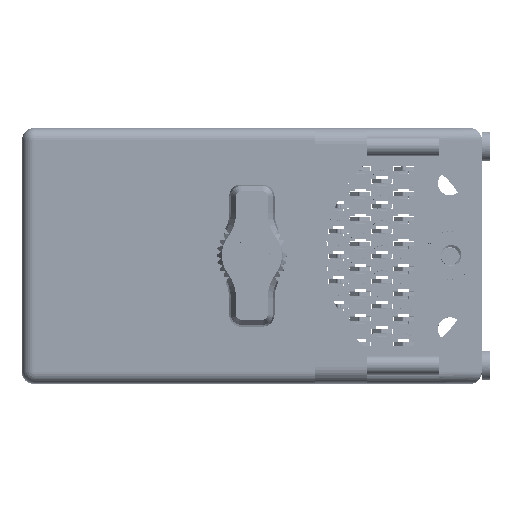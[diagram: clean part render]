
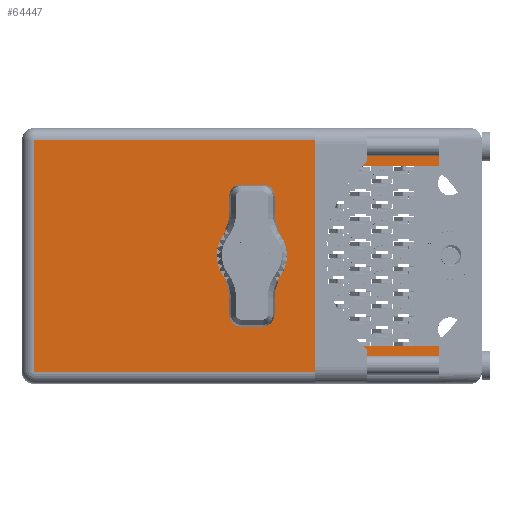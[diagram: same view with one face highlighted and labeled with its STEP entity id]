
A CAD part, top view. The second image highlights one B-rep face of the part: STEP entity #64447.
In plain terms, the highlighted face is planar.
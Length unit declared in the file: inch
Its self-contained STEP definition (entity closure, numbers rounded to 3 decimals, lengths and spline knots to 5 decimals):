
#131 = CARTESIAN_POINT ( 'NONE',  ( 0.4075, 1.93, 0.54 ) ) ;
#2140 = CARTESIAN_POINT ( 'NONE',  ( 1.1215, 1.93, 0.54 ) ) ;
#2849 = ORIENTED_EDGE ( 'NONE', *, *, #48082, .T. ) ;
#6900 = CARTESIAN_POINT ( 'NONE',  ( -1.3075, 1.93, 0.695 ) ) ;
#11106 = LINE ( 'NONE', #68236, #103264 ) ;
#11310 = EDGE_CURVE ( 'NONE', #56704, #108088, #101664, .T. ) ;
#12361 = EDGE_CURVE ( 'NONE', #56704, #46269, #87519, .T. ) ;
#16255 = PLANE ( 'NONE',  #106147 ) ;
#17170 = VERTEX_POINT ( 'NONE', #102208 ) ;
#17490 = FACE_BOUND ( 'NONE', #49233, .T. ) ;
#17655 = ORIENTED_EDGE ( 'NONE', *, *, #21116, .T. ) ;
#17696 = ORIENTED_EDGE ( 'NONE', *, *, #48328, .T. ) ;
#17901 = CIRCLE ( 'NONE', #37061, 0.17 ) ;
#19388 = LINE ( 'NONE', #114028, #33318 ) ;
#20550 = VERTEX_POINT ( 'NONE', #100791 ) ;
#21116 = EDGE_CURVE ( 'NONE', #20550, #35850, #45899, .T. ) ;
#22060 = ORIENTED_EDGE ( 'NONE', *, *, #12361, .F. ) ;
#23359 = DIRECTION ( 'NONE',  ( -1., 0., 0. ) ) ;
#26088 = EDGE_LOOP ( 'NONE', ( #33967, #72924, #22060, #90951, #17696, #2849, #85663, #17655 ) ) ;
#27774 = EDGE_CURVE ( 'NONE', #66457, #62797, #46051, .T. ) ;
#29073 = EDGE_CURVE ( 'NONE', #62797, #66457, #17901, .T. ) ;
#32879 = EDGE_CURVE ( 'NONE', #20550, #43859, #35357, .T. ) ;
#32917 = DIRECTION ( 'NONE',  ( 0., 0., 1. ) ) ;
#33318 = VECTOR ( 'NONE', #87398, 39.37008 ) ;
#33783 = DIRECTION ( 'NONE',  ( -1., 0., 0. ) ) ;
#33967 = ORIENTED_EDGE ( 'NONE', *, *, #82853, .T. ) ;
#35357 = LINE ( 'NONE', #111772, #81550 ) ;
#35850 = VERTEX_POINT ( 'NONE', #96704 ) ;
#36355 = ORIENTED_EDGE ( 'NONE', *, *, #29073, .F. ) ;
#37061 = AXIS2_PLACEMENT_3D ( 'NONE', #113817, #69586, #32917 ) ;
#37922 = DIRECTION ( 'NONE',  ( 0., 0., -1. ) ) ;
#38436 = DIRECTION ( 'NONE',  ( 0., 0., 1. ) ) ;
#40118 = LINE ( 'NONE', #57413, #76424 ) ;
#43859 = VERTEX_POINT ( 'NONE', #52975 ) ;
#44400 = VECTOR ( 'NONE', #72109, 39.37008 ) ;
#45899 = LINE ( 'NONE', #112056, #72431 ) ;
#46051 = CIRCLE ( 'NONE', #87152, 0.17 ) ;
#46269 = VERTEX_POINT ( 'NONE', #115772 ) ;
#47202 = LINE ( 'NONE', #90237, #115719 ) ;
#48082 = EDGE_CURVE ( 'NONE', #17170, #43859, #47202, .T. ) ;
#48328 = EDGE_CURVE ( 'NONE', #108088, #17170, #40118, .T. ) ;
#49233 = EDGE_LOOP ( 'NONE', ( #36355, #78568 ) ) ;
#50335 = DIRECTION ( 'NONE',  ( 1., 0., 0. ) ) ;
#51142 = DIRECTION ( 'NONE',  ( 0., 0., 1. ) ) ;
#52975 = CARTESIAN_POINT ( 'NONE',  ( 1.1215, 1.93, -0.54 ) ) ;
#56704 = VERTEX_POINT ( 'NONE', #2140 ) ;
#57413 = CARTESIAN_POINT ( 'NONE',  ( 0.4075, 1.93, -0.54 ) ) ;
#58569 = DIRECTION ( 'NONE',  ( 0., 0., 1. ) ) ;
#62797 = VERTEX_POINT ( 'NONE', #75436 ) ;
#64447 = ADVANCED_FACE ( 'NONE', ( #97094, #17490 ), #16255, .T. ) ;
#66237 = VERTEX_POINT ( 'NONE', #6900 ) ;
#66457 = VERTEX_POINT ( 'NONE', #69668 ) ;
#68112 = CARTESIAN_POINT ( 'NONE',  ( -1.3775, 1.93, -0.765 ) ) ;
#68236 = CARTESIAN_POINT ( 'NONE',  ( 1.1215, 1.93, 0.695 ) ) ;
#69586 = DIRECTION ( 'NONE',  ( 0., 1., 0. ) ) ;
#69668 = CARTESIAN_POINT ( 'NONE',  ( 0., 1.93, -0.17 ) ) ;
#72109 = DIRECTION ( 'NONE',  ( -1., 0., 0. ) ) ;
#72431 = VECTOR ( 'NONE', #23359, 39.37008 ) ;
#72924 = ORIENTED_EDGE ( 'NONE', *, *, #74263, .T. ) ;
#74263 = EDGE_CURVE ( 'NONE', #66237, #46269, #11106, .T. ) ;
#75436 = CARTESIAN_POINT ( 'NONE',  ( 0., 1.93, 0.17 ) ) ;
#76424 = VECTOR ( 'NONE', #37922, 39.37008 ) ;
#78568 = ORIENTED_EDGE ( 'NONE', *, *, #27774, .F. ) ;
#80622 = VECTOR ( 'NONE', #38436, 39.37008 ) ;
#81550 = VECTOR ( 'NONE', #58569, 39.37008 ) ;
#82853 = EDGE_CURVE ( 'NONE', #35850, #66237, #19388, .T. ) ;
#85663 = ORIENTED_EDGE ( 'NONE', *, *, #32879, .F. ) ;
#87152 = AXIS2_PLACEMENT_3D ( 'NONE', #114054, #95645, #51142 ) ;
#87398 = DIRECTION ( 'NONE',  ( 0., 0., 1. ) ) ;
#87519 = LINE ( 'NONE', #101679, #80622 ) ;
#90237 = CARTESIAN_POINT ( 'NONE',  ( 1.1215, 1.93, -0.54 ) ) ;
#90951 = ORIENTED_EDGE ( 'NONE', *, *, #11310, .T. ) ;
#95645 = DIRECTION ( 'NONE',  ( 0., 1., 0. ) ) ;
#95860 = DIRECTION ( 'NONE',  ( 0., 1., 0. ) ) ;
#96704 = CARTESIAN_POINT ( 'NONE',  ( -1.3075, 1.93, -0.695 ) ) ;
#97094 = FACE_OUTER_BOUND ( 'NONE', #26088, .T. ) ;
#100791 = CARTESIAN_POINT ( 'NONE',  ( 1.1215, 1.93, -0.695 ) ) ;
#101664 = LINE ( 'NONE', #106194, #44400 ) ;
#101679 = CARTESIAN_POINT ( 'NONE',  ( 1.1215, 1.93, -0.765 ) ) ;
#102208 = CARTESIAN_POINT ( 'NONE',  ( 0.4075, 1.93, -0.54 ) ) ;
#103264 = VECTOR ( 'NONE', #50335, 39.37008 ) ;
#106147 = AXIS2_PLACEMENT_3D ( 'NONE', #68112, #95860, #33783 ) ;
#106194 = CARTESIAN_POINT ( 'NONE',  ( 1.1215, 1.93, 0.54 ) ) ;
#108088 = VERTEX_POINT ( 'NONE', #131 ) ;
#108251 = DIRECTION ( 'NONE',  ( 1., 0., 0. ) ) ;
#111772 = CARTESIAN_POINT ( 'NONE',  ( 1.1215, 1.93, -0.765 ) ) ;
#112056 = CARTESIAN_POINT ( 'NONE',  ( -1.3775, 1.93, -0.695 ) ) ;
#113817 = CARTESIAN_POINT ( 'NONE',  ( 0., 1.93, 0. ) ) ;
#114028 = CARTESIAN_POINT ( 'NONE',  ( -1.3075, 1.93, -0.765 ) ) ;
#114054 = CARTESIAN_POINT ( 'NONE',  ( 0., 1.93, 0. ) ) ;
#115719 = VECTOR ( 'NONE', #108251, 39.37008 ) ;
#115772 = CARTESIAN_POINT ( 'NONE',  ( 1.1215, 1.93, 0.695 ) ) ;
